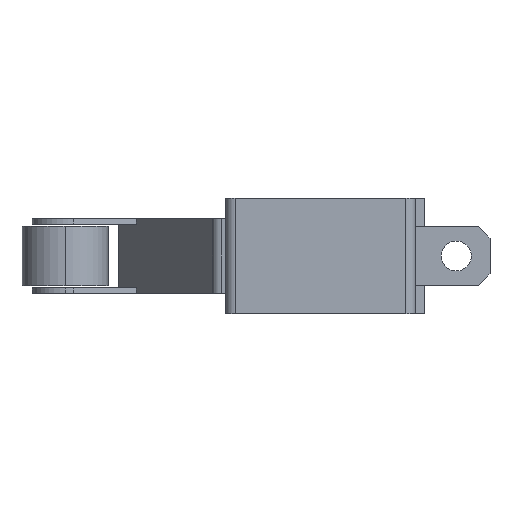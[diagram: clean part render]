
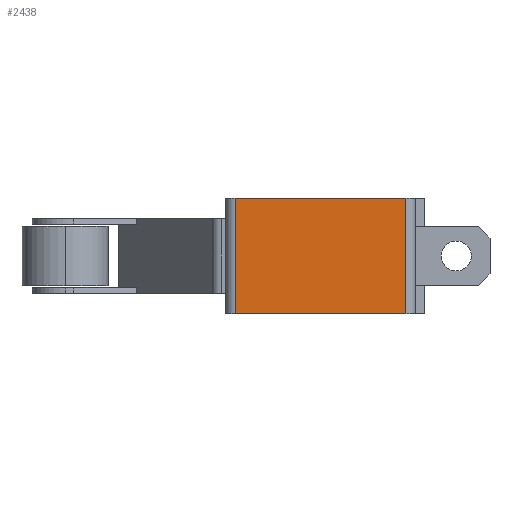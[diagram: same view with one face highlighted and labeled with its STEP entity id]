
A CAD part, left-side view. The second image highlights one B-rep face of the part: STEP entity #2438.
In plain terms, the highlighted planar face has unit normal (-1, 0, 0).
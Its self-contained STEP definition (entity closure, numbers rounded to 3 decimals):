
#30 = ORIENTED_EDGE ( 'NONE', *, *, #874, .T. ) ;
#145 = VECTOR ( 'NONE', #532, 1000. ) ;
#226 = VERTEX_POINT ( 'NONE', #2179 ) ;
#259 = VERTEX_POINT ( 'NONE', #1046 ) ;
#348 = CARTESIAN_POINT ( 'NONE',  ( -10.075, 4.85, 3.075 ) ) ;
#431 = CARTESIAN_POINT ( 'NONE',  ( -10.075, 4.75, 3.075 ) ) ;
#532 = DIRECTION ( 'NONE',  ( 0., 0., 1. ) ) ;
#571 = VECTOR ( 'NONE', #780, 1000. ) ;
#627 = LINE ( 'NONE', #2047, #145 ) ;
#663 = CARTESIAN_POINT ( 'NONE',  ( -10.075, -4.25, -3.075 ) ) ;
#695 = ORIENTED_EDGE ( 'NONE', *, *, #770, .T. ) ;
#750 = VERTEX_POINT ( 'NONE', #348 ) ;
#770 = EDGE_CURVE ( 'NONE', #1148, #259, #627, .T. ) ;
#780 = DIRECTION ( 'NONE',  ( 0., -1., 0. ) ) ;
#789 = AXIS2_PLACEMENT_3D ( 'NONE', #431, #1383, #2154 ) ;
#874 = EDGE_CURVE ( 'NONE', #226, #1148, #2421, .T. ) ;
#949 = ORIENTED_EDGE ( 'NONE', *, *, #2403, .T. ) ;
#1046 = CARTESIAN_POINT ( 'NONE',  ( -10.075, -4.25, 3.075 ) ) ;
#1135 = FACE_OUTER_BOUND ( 'NONE', #2269, .T. ) ;
#1148 = VERTEX_POINT ( 'NONE', #663 ) ;
#1186 = LINE ( 'NONE', #1560, #2142 ) ;
#1383 = DIRECTION ( 'NONE',  ( 1., 0., 0. ) ) ;
#1433 = CARTESIAN_POINT ( 'NONE',  ( -10.075, 4.75, 3.075 ) ) ;
#1559 = VECTOR ( 'NONE', #2200, 1000. ) ;
#1560 = CARTESIAN_POINT ( 'NONE',  ( -10.075, 4.85, -3.075 ) ) ;
#1749 = DIRECTION ( 'NONE',  ( 0., 0., -1. ) ) ;
#1903 = ORIENTED_EDGE ( 'NONE', *, *, #1908, .F. ) ;
#1908 = EDGE_CURVE ( 'NONE', #750, #259, #2075, .T. ) ;
#1921 = CARTESIAN_POINT ( 'NONE',  ( -10.075, 4.75, -3.075 ) ) ;
#1957 = PLANE ( 'NONE',  #789 ) ;
#2047 = CARTESIAN_POINT ( 'NONE',  ( -10.075, -4.25, 3.075 ) ) ;
#2075 = LINE ( 'NONE', #1433, #1559 ) ;
#2142 = VECTOR ( 'NONE', #1749, 1000. ) ;
#2154 = DIRECTION ( 'NONE',  ( 0., 1., 0. ) ) ;
#2179 = CARTESIAN_POINT ( 'NONE',  ( -10.075, 4.85, -3.075 ) ) ;
#2200 = DIRECTION ( 'NONE',  ( 0., -1., 0. ) ) ;
#2269 = EDGE_LOOP ( 'NONE', ( #30, #695, #1903, #949 ) ) ;
#2403 = EDGE_CURVE ( 'NONE', #750, #226, #1186, .T. ) ;
#2421 = LINE ( 'NONE', #1921, #571 ) ;
#2438 = ADVANCED_FACE ( 'NONE', ( #1135 ), #1957, .F. ) ;
